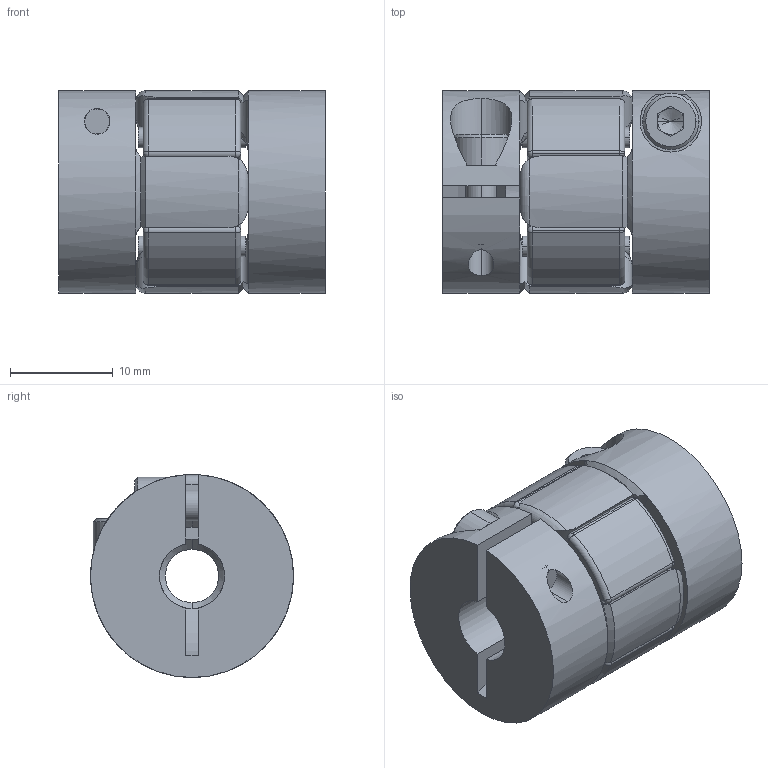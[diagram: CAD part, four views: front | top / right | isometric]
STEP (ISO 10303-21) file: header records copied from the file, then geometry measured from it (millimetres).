
FILE_DESCRIPTION (( 'STEP AP214' ), '1' );
FILE_NAME ('BF-2025-6.35-8.STEP', '2018-05-05T14:37:54', ( '' ), ( '' ), 'SwSTEP 2.0', 'SolidWorks 2016', '' );
FILE_SCHEMA (( 'AUTOMOTIVE_DESIGN' ));
Length unit declared in the file: millimetre
Products named in the file (5): socket head cap screw_am_B18.3.1M - 3 x 0.5 x 8 Hex SHCS -- 8NHX; 8 mm side; BF-2025-6.35-8; 6.35 mm side; Elastomer
Assembly tree (5 placements, depth 2):
  BF-2025-6.35-8
    Elastomer
    6.35 mm side
    8 mm side
    socket head cap screw_am_B18.3.1M - 3 x 0.5 x 8 Hex SHCS -- 8NHX  x2
Bounding box: 26 x 19.8 x 19.8 mm (x, y, z)
Volume: 6434.5 mm3; surface area: 5134.5 mm2
Topology: 5 solids, 5 shells, 279 faces, 653 edges, 368 vertices
Faces by surface type: cylinder 107, plane 80, cone 32, torus 24, sphere 20, bspline 16
Entity records: 8645 total; most frequent: CARTESIAN_POINT 2876, DIRECTION 1185, ORIENTED_EDGE 1122, EDGE_CURVE 561, AXIS2_PLACEMENT_3D 486, VERTEX_POINT 327, EDGE_LOOP 272, FACE_OUTER_BOUND 252
